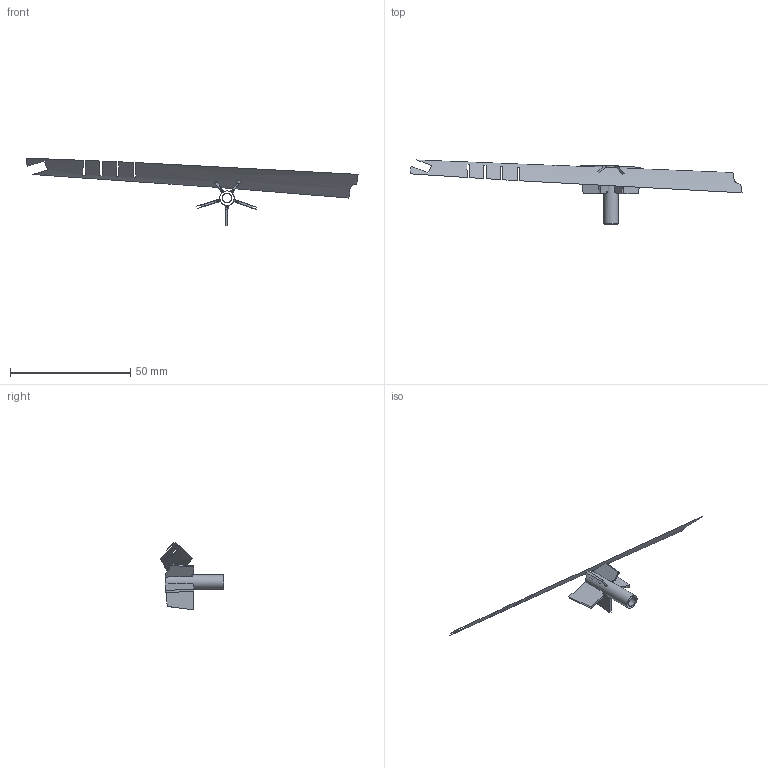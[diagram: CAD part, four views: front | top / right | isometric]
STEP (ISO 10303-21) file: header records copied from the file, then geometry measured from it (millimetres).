
FILE_DESCRIPTION(('Open CASCADE Model'),'2;1');
FILE_NAME('Open CASCADE Shape Model','2025-10-21T21:37:34',('Author'),( 'Open CASCADE'),'Open CASCADE STEP processor 7.7','Open CASCADE 7.7' ,'Unknown');
FILE_SCHEMA(('AUTOMOTIVE_DESIGN { 1 0 10303 214 1 1 1 1 }'));
Length unit declared in the file: millimetre
Products named in the file (43): Open CASCADE STEP translator 7.7 13; Open CASCADE STEP translator 7.7 13.1; Open CASCADE STEP translator 7.7 13.2; Open CASCADE STEP translator 7.7 13.3; Open CASCADE STEP translator 7.7 13.4; Open CASCADE STEP translator 7.7 13.5; Open CASCADE STEP translator 7.7 13.6; Open CASCADE STEP translator 7.7 13.7; Open CASCADE STEP translator 7.7 13.8; Open CASCADE STEP translator 7.7 13.9; Open CASCADE STEP translator 7.7 13.10; Open CASCADE STEP translator 7.7 13.11; Open CASCADE STEP translator 7.7 13.12; Open CASCADE STEP translator 7.7 13.13; Open CASCADE STEP translator 7.7 13.14; Open CASCADE STEP translator 7.7 13.15; Open CASCADE STEP translator 7.7 13.16; Open CASCADE STEP translator 7.7 13.17; Open CASCADE STEP translator 7.7 13.18; Open CASCADE STEP translator 7.7 13.19; Open CASCADE STEP translator 7.7 13.20; Open CASCADE STEP translator 7.7 13.21; Open CASCADE STEP translator 7.7 13.22; Open CASCADE STEP translator 7.7 13.23; Open CASCADE STEP translator 7.7 13.24; Open CASCADE STEP translator 7.7 13.25; Open CASCADE STEP translator 7.7 13.26; Open CASCADE STEP translator 7.7 13.27; Open CASCADE STEP translator 7.7 13.28; Open CASCADE STEP translator 7.7 13.29; Open CASCADE STEP translator 7.7 13.30; Open CASCADE STEP translator 7.7 13.31; Open CASCADE STEP translator 7.7 13.32; Open CASCADE STEP translator 7.7 13.33; Open CASCADE STEP translator 7.7 13.34; Open CASCADE STEP translator 7.7 13.35; Open CASCADE STEP translator 7.7 13.36; Open CASCADE STEP translator 7.7 13.37; Open CASCADE STEP translator 7.7 13.38; Open CASCADE STEP translator 7.7 13.39 ...
Assembly tree (42 placements, depth 2):
  Open CASCADE STEP translator 7.7 13
    Open CASCADE STEP translator 7.7 13.1
    Open CASCADE STEP translator 7.7 13.2
    Open CASCADE STEP translator 7.7 13.3
    Open CASCADE STEP translator 7.7 13.4
    Open CASCADE STEP translator 7.7 13.5
    Open CASCADE STEP translator 7.7 13.6
    Open CASCADE STEP translator 7.7 13.7
    Open CASCADE STEP translator 7.7 13.8
    Open CASCADE STEP translator 7.7 13.9
    Open CASCADE STEP translator 7.7 13.10
    Open CASCADE STEP translator 7.7 13.11
    Open CASCADE STEP translator 7.7 13.12
    Open CASCADE STEP translator 7.7 13.13
    Open CASCADE STEP translator 7.7 13.14
    Open CASCADE STEP translator 7.7 13.15
    Open CASCADE STEP translator 7.7 13.16
    Open CASCADE STEP translator 7.7 13.17
    Open CASCADE STEP translator 7.7 13.18
    Open CASCADE STEP translator 7.7 13.19
    Open CASCADE STEP translator 7.7 13.20
    Open CASCADE STEP translator 7.7 13.21
    Open CASCADE STEP translator 7.7 13.22
    Open CASCADE STEP translator 7.7 13.23
    Open CASCADE STEP translator 7.7 13.24
    Open CASCADE STEP translator 7.7 13.25
    Open CASCADE STEP translator 7.7 13.26
    Open CASCADE STEP translator 7.7 13.27
    Open CASCADE STEP translator 7.7 13.28
    Open CASCADE STEP translator 7.7 13.29
    Open CASCADE STEP translator 7.7 13.30
    Open CASCADE STEP translator 7.7 13.31
    Open CASCADE STEP translator 7.7 13.32
    Open CASCADE STEP translator 7.7 13.33
    Open CASCADE STEP translator 7.7 13.34
    Open CASCADE STEP translator 7.7 13.35
    Open CASCADE STEP translator 7.7 13.36
    Open CASCADE STEP translator 7.7 13.37
    Open CASCADE STEP translator 7.7 13.38
    Open CASCADE STEP translator 7.7 13.39
    Open CASCADE STEP translator 7.7 13.40
    Open CASCADE STEP translator 7.7 13.41
    Open CASCADE STEP translator 7.7 13.42
Bounding box: 138.03 x 26.59 x 28.13 mm (x, y, z)
Surface area: 3026.5 mm2 (no closed solid volume)
Topology: 0 solids, 42 shells, 42 faces, 278 edges, 276 vertices
Faces by surface type: plane 17, torus 15, cone 5, cylinder 4, bspline 1
Full cylindrical faces by diameter (mm): 4 x1, 6 x1
Entity records: 6875 total; most frequent: CARTESIAN_POINT 2993, DIRECTION 490, B_SPLINE_CURVE_WITH_KNOTS 312, ORIENTED_EDGE 280, PCURVE 280, DEFINITIONAL_REPRESENTATION 280, EDGE_CURVE 278, VERTEX_POINT 276
